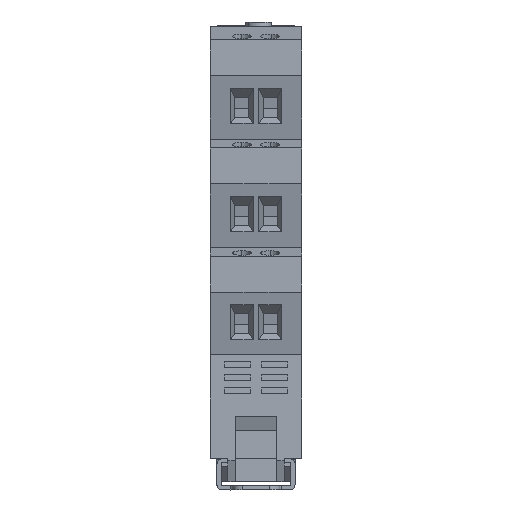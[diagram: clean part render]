
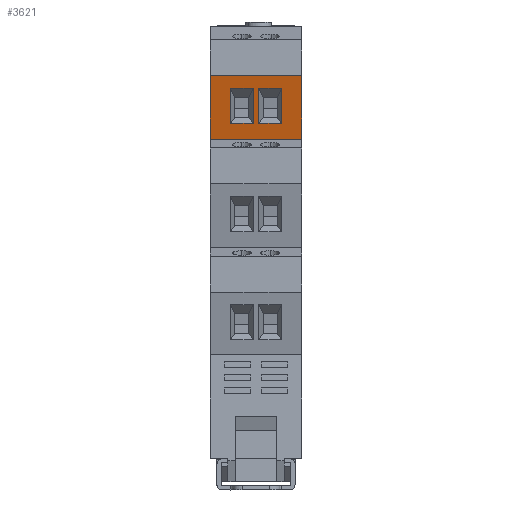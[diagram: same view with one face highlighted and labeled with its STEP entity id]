
A CAD part, front view. The second image highlights one B-rep face of the part: STEP entity #3621.
In plain terms, the highlighted planar face has unit normal (0, -0.97, -0.242).
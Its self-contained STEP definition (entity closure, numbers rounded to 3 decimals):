
#3540=AXIS2_PLACEMENT_3D('Plane Axis2P3D',#3537,#3538,#3539) ;
#1546=CARTESIAN_POINT('Vertex',(17.5,12.301,79.6)) ;
#1549=CARTESIAN_POINT('Line Origine',(17.5,13.823,73.497)) ;
#1553=CARTESIAN_POINT('Vertex',(17.5,15.345,67.394)) ;
#1887=CARTESIAN_POINT('Vertex',(0.,15.345,67.394)) ;
#1890=CARTESIAN_POINT('Line Origine',(0.,13.823,73.497)) ;
#1894=CARTESIAN_POINT('Vertex',(0.,12.301,79.6)) ;
#3524=CARTESIAN_POINT('Line Origine',(8.75,12.301,79.6)) ;
#3537=CARTESIAN_POINT('Axis2P3D Location',(0.,12.301,79.6)) ;
#3542=CARTESIAN_POINT('Line Origine',(8.75,15.345,67.394)) ;
#3553=CARTESIAN_POINT('Line Origine',(6.05,14.591,70.415)) ;
#3557=CARTESIAN_POINT('Vertex',(3.85,14.591,70.415)) ;
#3559=CARTESIAN_POINT('Vertex',(8.25,14.591,70.415)) ;
#3562=CARTESIAN_POINT('Line Origine',(3.85,13.745,73.811)) ;
#3566=CARTESIAN_POINT('Vertex',(3.85,12.898,77.207)) ;
#3569=CARTESIAN_POINT('Line Origine',(6.05,12.898,77.207)) ;
#3573=CARTESIAN_POINT('Vertex',(8.25,12.898,77.207)) ;
#3576=CARTESIAN_POINT('Line Origine',(8.25,13.745,73.811)) ;
#3587=CARTESIAN_POINT('Line Origine',(11.45,12.898,77.207)) ;
#3591=CARTESIAN_POINT('Vertex',(9.25,12.898,77.207)) ;
#3593=CARTESIAN_POINT('Vertex',(13.65,12.898,77.207)) ;
#3596=CARTESIAN_POINT('Line Origine',(13.65,13.745,73.811)) ;
#3600=CARTESIAN_POINT('Vertex',(13.65,14.591,70.415)) ;
#3603=CARTESIAN_POINT('Line Origine',(11.45,14.591,70.415)) ;
#3607=CARTESIAN_POINT('Vertex',(9.25,14.591,70.415)) ;
#3610=CARTESIAN_POINT('Line Origine',(9.25,13.745,73.811)) ;
#1550=DIRECTION('Vector Direction',(0.,-0.242,0.97)) ;
#1891=DIRECTION('Vector Direction',(0.,-0.242,0.97)) ;
#3525=DIRECTION('Vector Direction',(1.,0.,0.)) ;
#3538=DIRECTION('Axis2P3D Direction',(0.,-0.97,-0.242)) ;
#3539=DIRECTION('Axis2P3D XDirection',(0.,0.242,-0.97)) ;
#3543=DIRECTION('Vector Direction',(1.,0.,0.)) ;
#3554=DIRECTION('Vector Direction',(-1.,0.,0.)) ;
#3563=DIRECTION('Vector Direction',(0.,-0.242,0.97)) ;
#3570=DIRECTION('Vector Direction',(1.,0.,0.)) ;
#3577=DIRECTION('Vector Direction',(0.,0.242,-0.97)) ;
#3588=DIRECTION('Vector Direction',(1.,0.,0.)) ;
#3597=DIRECTION('Vector Direction',(0.,-0.242,0.97)) ;
#3604=DIRECTION('Vector Direction',(-1.,0.,0.)) ;
#3611=DIRECTION('Vector Direction',(0.,-0.242,0.97)) ;
#1551=VECTOR('Line Direction',#1550,1.) ;
#1892=VECTOR('Line Direction',#1891,1.) ;
#3526=VECTOR('Line Direction',#3525,1.) ;
#3544=VECTOR('Line Direction',#3543,1.) ;
#3555=VECTOR('Line Direction',#3554,1.) ;
#3564=VECTOR('Line Direction',#3563,1.) ;
#3571=VECTOR('Line Direction',#3570,1.) ;
#3578=VECTOR('Line Direction',#3577,1.) ;
#3589=VECTOR('Line Direction',#3588,1.) ;
#3598=VECTOR('Line Direction',#3597,1.) ;
#3605=VECTOR('Line Direction',#3604,1.) ;
#3612=VECTOR('Line Direction',#3611,1.) ;
#3548=ORIENTED_EDGE('',*,*,#1896,.T.) ;
#3549=ORIENTED_EDGE('',*,*,#3546,.T.) ;
#3550=ORIENTED_EDGE('',*,*,#1555,.F.) ;
#3551=ORIENTED_EDGE('',*,*,#3528,.F.) ;
#3582=ORIENTED_EDGE('',*,*,#3561,.F.) ;
#3583=ORIENTED_EDGE('',*,*,#3568,.T.) ;
#3584=ORIENTED_EDGE('',*,*,#3575,.T.) ;
#3585=ORIENTED_EDGE('',*,*,#3580,.F.) ;
#3616=ORIENTED_EDGE('',*,*,#3595,.T.) ;
#3617=ORIENTED_EDGE('',*,*,#3602,.F.) ;
#3618=ORIENTED_EDGE('',*,*,#3609,.F.) ;
#3619=ORIENTED_EDGE('',*,*,#3614,.T.) ;
#3586=FACE_BOUND('',#3581,.T.) ;
#3620=FACE_BOUND('',#3615,.T.) ;
#3621=ADVANCED_FACE('GEHAEUSE',(#3552,#3586,#3620),#3541,.T.) ;
#1555=EDGE_CURVE('',#1547,#1554,#1552,.F.) ;
#1896=EDGE_CURVE('',#1895,#1888,#1893,.F.) ;
#3528=EDGE_CURVE('',#1895,#1547,#3527,.T.) ;
#3546=EDGE_CURVE('',#1888,#1554,#3545,.T.) ;
#3561=EDGE_CURVE('',#3558,#3560,#3556,.F.) ;
#3568=EDGE_CURVE('',#3558,#3567,#3565,.T.) ;
#3575=EDGE_CURVE('',#3567,#3574,#3572,.T.) ;
#3580=EDGE_CURVE('',#3560,#3574,#3579,.F.) ;
#3595=EDGE_CURVE('',#3592,#3594,#3590,.T.) ;
#3602=EDGE_CURVE('',#3601,#3594,#3599,.T.) ;
#3609=EDGE_CURVE('',#3608,#3601,#3606,.F.) ;
#3614=EDGE_CURVE('',#3608,#3592,#3613,.T.) ;
#3547=EDGE_LOOP('',(#3548,#3549,#3550,#3551)) ;
#3581=EDGE_LOOP('',(#3582,#3583,#3584,#3585)) ;
#3615=EDGE_LOOP('',(#3616,#3617,#3618,#3619)) ;
#3552=FACE_OUTER_BOUND('',#3547,.T.) ;
#1552=LINE('Line',#1549,#1551) ;
#1893=LINE('Line',#1890,#1892) ;
#3527=LINE('Line',#3524,#3526) ;
#3545=LINE('Line',#3542,#3544) ;
#3556=LINE('Line',#3553,#3555) ;
#3565=LINE('Line',#3562,#3564) ;
#3572=LINE('Line',#3569,#3571) ;
#3579=LINE('Line',#3576,#3578) ;
#3590=LINE('Line',#3587,#3589) ;
#3599=LINE('Line',#3596,#3598) ;
#3606=LINE('Line',#3603,#3605) ;
#3613=LINE('Line',#3610,#3612) ;
#3541=PLANE('',#3540) ;
#1547=VERTEX_POINT('',#1546) ;
#1554=VERTEX_POINT('',#1553) ;
#1888=VERTEX_POINT('',#1887) ;
#1895=VERTEX_POINT('',#1894) ;
#3558=VERTEX_POINT('',#3557) ;
#3560=VERTEX_POINT('',#3559) ;
#3567=VERTEX_POINT('',#3566) ;
#3574=VERTEX_POINT('',#3573) ;
#3592=VERTEX_POINT('',#3591) ;
#3594=VERTEX_POINT('',#3593) ;
#3601=VERTEX_POINT('',#3600) ;
#3608=VERTEX_POINT('',#3607) ;
